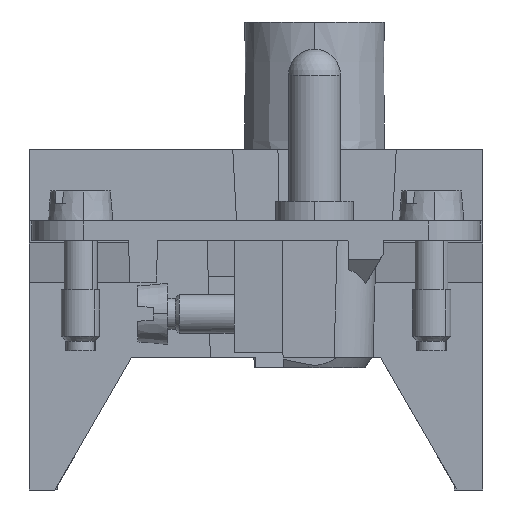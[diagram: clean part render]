
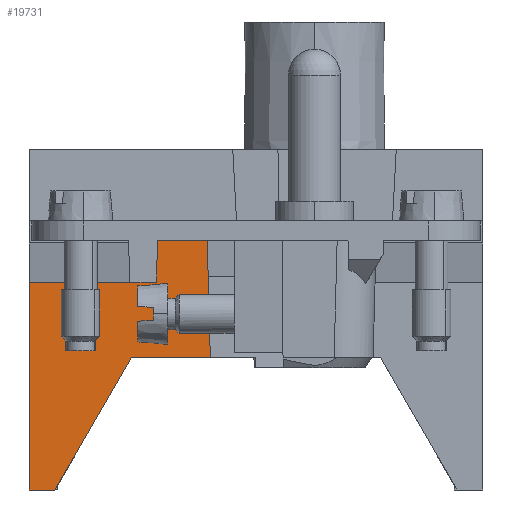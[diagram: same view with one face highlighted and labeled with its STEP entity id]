
A CAD part, front view. The second image highlights one B-rep face of the part: STEP entity #19731.
In plain terms, the highlighted face is planar.
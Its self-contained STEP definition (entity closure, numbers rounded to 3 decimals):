
#2211=VERTEX_POINT('',#27086);
#2212=VERTEX_POINT('',#27087);
#2217=VERTEX_POINT('',#27101);
#2218=VERTEX_POINT('',#27102);
#2219=VERTEX_POINT('',#27104);
#2220=VERTEX_POINT('',#27107);
#2221=VERTEX_POINT('',#27109);
#2222=VERTEX_POINT('',#27111);
#2223=VERTEX_POINT('',#27113);
#4151=VECTOR('',#22422,1.);
#4158=VECTOR('',#22431,1.);
#4159=VECTOR('',#22432,1.);
#4160=VECTOR('',#22433,1.);
#4161=VECTOR('',#22434,1.);
#4162=VECTOR('',#22435,1.);
#4163=VECTOR('',#22436,1.);
#4164=VECTOR('',#22437,1.);
#4165=VECTOR('',#22438,1.);
#6342=LINE('',#27085,#4151);
#6349=LINE('',#27100,#4158);
#6350=LINE('',#27103,#4159);
#6351=LINE('',#27105,#4160);
#6352=LINE('',#27106,#4161);
#6353=LINE('',#27108,#4162);
#6354=LINE('',#27110,#4163);
#6355=LINE('',#27112,#4164);
#6356=LINE('',#27114,#4165);
#8544=EDGE_CURVE('',#2211,#2212,#6342,.F.);
#8551=EDGE_CURVE('',#2217,#2218,#6349,.F.);
#8552=EDGE_CURVE('',#2219,#2217,#6350,.T.);
#8553=EDGE_CURVE('',#2219,#2212,#6351,.F.);
#8554=EDGE_CURVE('',#2211,#2220,#6352,.F.);
#8555=EDGE_CURVE('',#2221,#2220,#6353,.T.);
#8556=EDGE_CURVE('',#2222,#2221,#6354,.T.);
#8557=EDGE_CURVE('',#2223,#2222,#6355,.F.);
#8558=EDGE_CURVE('',#2218,#2223,#6356,.F.);
#11572=ORIENTED_EDGE('',*,*,#8551,.F.);
#11573=ORIENTED_EDGE('',*,*,#8552,.F.);
#11574=ORIENTED_EDGE('',*,*,#8553,.T.);
#11575=ORIENTED_EDGE('',*,*,#8544,.F.);
#11576=ORIENTED_EDGE('',*,*,#8554,.T.);
#11577=ORIENTED_EDGE('',*,*,#8555,.F.);
#11578=ORIENTED_EDGE('',*,*,#8556,.F.);
#11579=ORIENTED_EDGE('',*,*,#8557,.F.);
#11580=ORIENTED_EDGE('',*,*,#8558,.F.);
#17439=EDGE_LOOP('',(#11572,#11573,#11574,#11575,#11576,#11577,#11578,#11579,
#11580));
#18585=FACE_BOUND('',#17439,.T.);
#19731=ADVANCED_FACE('',(#18585),#45075,.T.);
#20847=AXIS2_PLACEMENT_3D('',#27099,#22430,$);
#22422=DIRECTION('',(0.,0.,-1.));
#22430=DIRECTION('',(-1.,-0.017,0.));
#22431=DIRECTION('',(-0.017,1.,-0.026));
#22432=DIRECTION('',(0.,0.,1.));
#22433=DIRECTION('',(-0.017,1.,0.026));
#22434=DIRECTION('',(0.,0.,1.));
#22435=DIRECTION('',(-0.017,1.,0.));
#22436=DIRECTION('',(0.,0.,-1.));
#22437=DIRECTION('',(-0.015,0.866,0.5));
#22438=DIRECTION('',(0.,0.,1.));
#27085=CARTESIAN_POINT('',(-118.15,12.091,-14.2));
#27086=CARTESIAN_POINT('',(-118.15,12.091,-26.916));
#27087=CARTESIAN_POINT('',(-118.15,12.091,-24.86));
#27099=CARTESIAN_POINT('',(-118.15,12.091,0.));
#27100=CARTESIAN_POINT('',(-118.075,7.806,-20.755));
#27101=CARTESIAN_POINT('',(-118.206,15.301,-20.951));
#27102=CARTESIAN_POINT('',(-118.049,6.301,-20.716));
#27103=CARTESIAN_POINT('',(-118.206,15.301,-8.6));
#27104=CARTESIAN_POINT('',(-118.206,15.301,-24.776));
#27105=CARTESIAN_POINT('',(-118.168,13.142,-24.832));
#27106=CARTESIAN_POINT('',(-118.15,12.091,0.));
#27107=CARTESIAN_POINT('',(-118.15,12.091,-34.65));
#27108=CARTESIAN_POINT('',(-118.111,9.838,-34.65));
#27109=CARTESIAN_POINT('',(-117.871,-3.899,-34.65));
#27110=CARTESIAN_POINT('',(-117.871,-3.899,-8.719));
#27111=CARTESIAN_POINT('',(-117.871,-3.899,-32.664));
#27112=CARTESIAN_POINT('',(-118.116,10.163,-24.545));
#27113=CARTESIAN_POINT('',(-118.049,6.301,-26.775));
#27114=CARTESIAN_POINT('',(-118.049,6.301,-10.85));
#45075=PLANE('',#20847);
